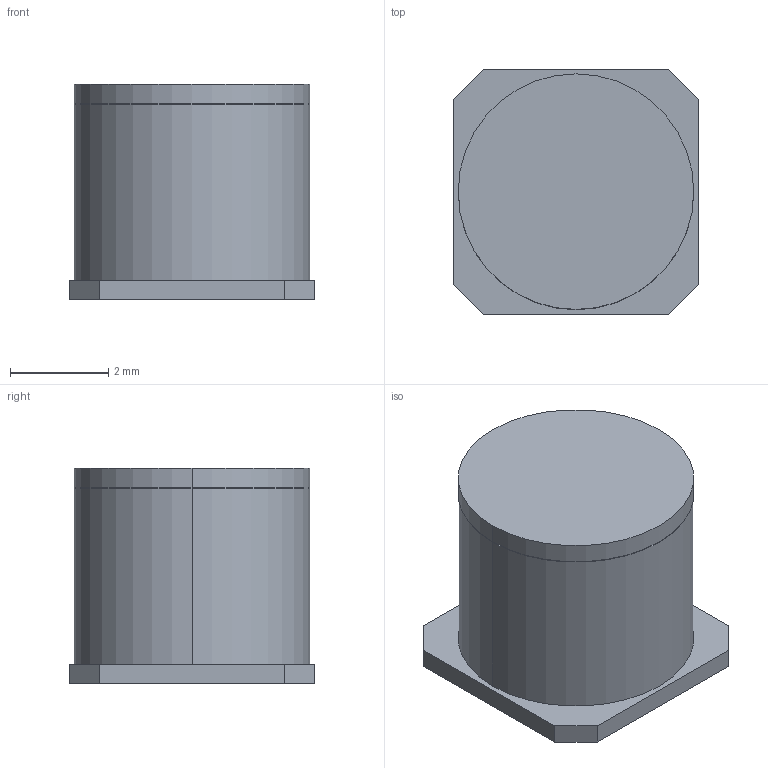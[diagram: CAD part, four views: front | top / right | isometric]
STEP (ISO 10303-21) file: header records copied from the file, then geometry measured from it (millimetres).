
FILE_DESCRIPTION((''),'2;1');
FILE_NAME('2035-XX-SM','2012-08-03T',('ryans'),('Bourns, Inc.'),'PRO/ENGINEER BY PARAMETRIC TECHNOLOGY CORPORATION, 2010100','PRO/ENGINEER BY PARAMETRIC TECHNOLOGY CORPORATION, 2010100','');
FILE_SCHEMA(('CONFIG_CONTROL_DESIGN'));
Length unit declared in the file: millimetre
Products named in the file (1): 2035-XX-SM
Bounding box: 5 x 5 x 4.4 mm (x, y, z)
Volume: 81.9 mm3; surface area: 152.3 mm2
Topology: 2 solids, 2 shells, 17 faces, 36 edges, 24 vertices
Faces by surface type: plane 13, cylinder 4
Entity records: 494 total; most frequent: DIRECTION 78, CARTESIAN_POINT 77, ORIENTED_EDGE 72, EDGE_CURVE 36, VECTOR 28, LINE 28, AXIS2_PLACEMENT_3D 25, VERTEX_POINT 24
